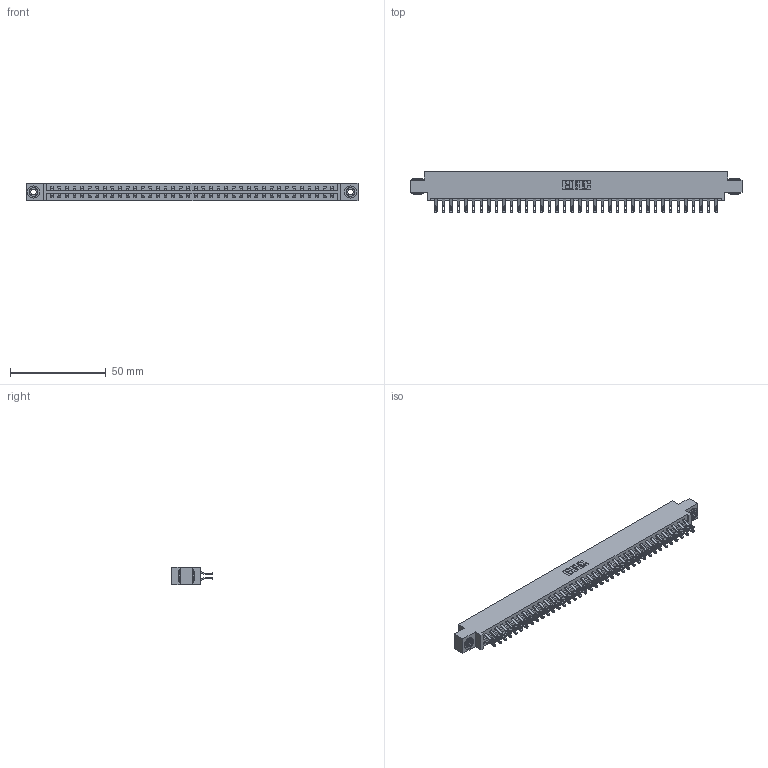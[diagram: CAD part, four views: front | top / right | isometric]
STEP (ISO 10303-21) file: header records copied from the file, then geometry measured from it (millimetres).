
FILE_DESCRIPTION (( 'STEP AP203' ), '1' );
FILE_NAME ('337-076-555-803.STEP', '2019-10-15T13:34:05', ( '' ), ( '' ), 'SwSTEP 2.0', 'SolidWorks 2016', '' );
FILE_SCHEMA (( 'CONFIG_CONTROL_DESIGN' ));
Length unit declared in the file: inch
Products named in the file (4): 337-076-555-803; 345-292-001_555 Tail; 345-250-002_345-250-002-102; 337 Part_0.170 Offset - 0.156 Dia-TH
Assembly tree (79 placements, depth 2):
  337-076-555-803
    337 Part_0.170 Offset - 0.156 Dia-TH
    345-292-001_555 Tail  x76
    345-250-002_345-250-002-102  x2
Bounding box: 173.58 x 21.47 x 9.4 mm (x, y, z)
Volume: 18362.7 mm3; surface area: 21883.2 mm2
Topology: 79 solids, 79 shells, 4716 faces, 14763 edges, 9838 vertices
Faces by surface type: plane 2820, cylinder 1888, cone 8
Entity records: 31088 total; most frequent: CARTESIAN_POINT 5251, ORIENTED_EDGE 5150, DIRECTION 4477, EDGE_CURVE 2575, VECTOR 2403, LINE 2403, VERTEX_POINT 1714, AXIS2_PLACEMENT_3D 1037
